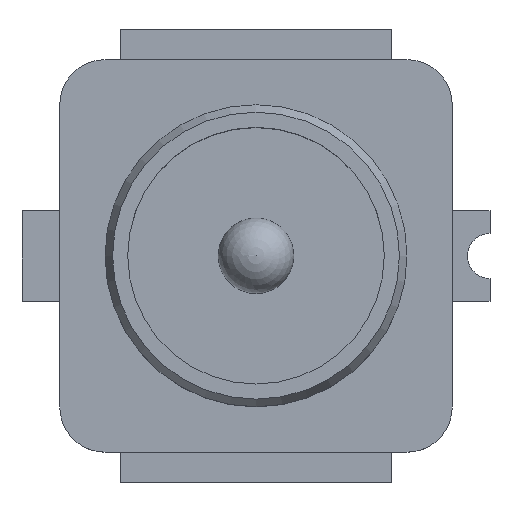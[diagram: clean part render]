
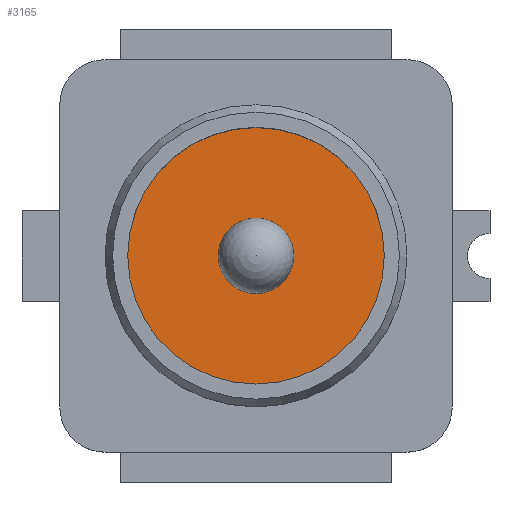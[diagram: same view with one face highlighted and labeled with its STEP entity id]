
A CAD part, top view. The second image highlights one B-rep face of the part: STEP entity #3165.
In plain terms, the highlighted planar face has unit normal (0, 0, 1).
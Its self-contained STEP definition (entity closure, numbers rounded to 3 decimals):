
#3095 = CYLINDRICAL_SURFACE('',#3096,0.85);
#3096 = AXIS2_PLACEMENT_3D('',#3097,#3098,#3099);
#3097 = CARTESIAN_POINT('',(0.,0.,1.25));
#3098 = DIRECTION('',(0.,0.,-1.));
#3099 = DIRECTION('',(-1.,0.,0.));
#3111 = VERTEX_POINT('',#3112);
#3112 = CARTESIAN_POINT('',(-0.85,0.,0.35));
#3135 = EDGE_CURVE('',#3111,#3111,#3136,.T.);
#3136 = SURFACE_CURVE('',#3137,(#3142,#3149),.PCURVE_S1.);
#3137 = CIRCLE('',#3138,0.85);
#3138 = AXIS2_PLACEMENT_3D('',#3139,#3140,#3141);
#3139 = CARTESIAN_POINT('',(0.,0.,0.35));
#3140 = DIRECTION('',(0.,0.,1.));
#3141 = DIRECTION('',(-1.,0.,0.));
#3142 = PCURVE('',#3095,#3143);
#3143 = DEFINITIONAL_REPRESENTATION('',(#3144),#3148);
#3144 = LINE('',#3145,#3146);
#3145 = CARTESIAN_POINT('',(0.,0.9));
#3146 = VECTOR('',#3147,1.);
#3147 = DIRECTION('',(-1.,0.));
#3148 = ( GEOMETRIC_REPRESENTATION_CONTEXT(2) 
PARAMETRIC_REPRESENTATION_CONTEXT() REPRESENTATION_CONTEXT('2D SPACE',''
  ) );
#3149 = PCURVE('',#3150,#3155);
#3150 = PLANE('',#3151);
#3151 = AXIS2_PLACEMENT_3D('',#3152,#3153,#3154);
#3152 = CARTESIAN_POINT('',(-1.,-1.3,0.35));
#3153 = DIRECTION('',(0.,0.,-1.));
#3154 = DIRECTION('',(-1.,0.,0.));
#3155 = DEFINITIONAL_REPRESENTATION('',(#3156),#3164);
#3156 = ( BOUNDED_CURVE() B_SPLINE_CURVE(2,(#3157,#3158,#3159,#3160,
#3161,#3162,#3163),.UNSPECIFIED.,.T.,.F.) B_SPLINE_CURVE_WITH_KNOTS((1,2
    ,2,2,2,1),(-2.094,0.,2.094,4.189,
6.283,8.378),.UNSPECIFIED.) CURVE() 
GEOMETRIC_REPRESENTATION_ITEM() RATIONAL_B_SPLINE_CURVE((1.,0.5,1.,0.5,
1.,0.5,1.)) REPRESENTATION_ITEM('') );
#3157 = CARTESIAN_POINT('',(-0.15,1.3));
#3158 = CARTESIAN_POINT('',(-0.15,-0.172));
#3159 = CARTESIAN_POINT('',(-1.425,0.564));
#3160 = CARTESIAN_POINT('',(-2.7,1.3));
#3161 = CARTESIAN_POINT('',(-1.425,2.036));
#3162 = CARTESIAN_POINT('',(-0.15,2.772));
#3163 = CARTESIAN_POINT('',(-0.15,1.3));
#3164 = ( GEOMETRIC_REPRESENTATION_CONTEXT(2) 
PARAMETRIC_REPRESENTATION_CONTEXT() REPRESENTATION_CONTEXT('2D SPACE',''
  ) );
#3165 = ADVANCED_FACE('',(#3166,#3169),#3150,.F.);
#3166 = FACE_BOUND('',#3167,.F.);
#3167 = EDGE_LOOP('',(#3168));
#3168 = ORIENTED_EDGE('',*,*,#3135,.F.);
#3169 = FACE_BOUND('',#3170,.F.);
#3170 = EDGE_LOOP('',(#3171));
#3171 = ORIENTED_EDGE('',*,*,#3172,.T.);
#3172 = EDGE_CURVE('',#3173,#3173,#3175,.T.);
#3173 = VERTEX_POINT('',#3174);
#3174 = CARTESIAN_POINT('',(-0.25,0.,0.35));
#3175 = SURFACE_CURVE('',#3176,(#3181,#3192),.PCURVE_S1.);
#3176 = CIRCLE('',#3177,0.25);
#3177 = AXIS2_PLACEMENT_3D('',#3178,#3179,#3180);
#3178 = CARTESIAN_POINT('',(0.,0.,0.35));
#3179 = DIRECTION('',(0.,0.,1.));
#3180 = DIRECTION('',(-1.,0.,0.));
#3181 = PCURVE('',#3150,#3182);
#3182 = DEFINITIONAL_REPRESENTATION('',(#3183),#3191);
#3183 = ( BOUNDED_CURVE() B_SPLINE_CURVE(2,(#3184,#3185,#3186,#3187,
#3188,#3189,#3190),.UNSPECIFIED.,.F.,.F.) B_SPLINE_CURVE_WITH_KNOTS((1,2
    ,2,2,2,1),(-2.094,0.,2.094,4.189,
6.283,8.378),.UNSPECIFIED.) CURVE() 
GEOMETRIC_REPRESENTATION_ITEM() RATIONAL_B_SPLINE_CURVE((1.,0.5,1.,0.5,
1.,0.5,1.)) REPRESENTATION_ITEM('') );
#3184 = CARTESIAN_POINT('',(-0.75,1.3));
#3185 = CARTESIAN_POINT('',(-0.75,0.867));
#3186 = CARTESIAN_POINT('',(-1.125,1.083));
#3187 = CARTESIAN_POINT('',(-1.5,1.3));
#3188 = CARTESIAN_POINT('',(-1.125,1.517));
#3189 = CARTESIAN_POINT('',(-0.75,1.733));
#3190 = CARTESIAN_POINT('',(-0.75,1.3));
#3191 = ( GEOMETRIC_REPRESENTATION_CONTEXT(2) 
PARAMETRIC_REPRESENTATION_CONTEXT() REPRESENTATION_CONTEXT('2D SPACE',''
  ) );
#3192 = PCURVE('',#3193,#3198);
#3193 = CYLINDRICAL_SURFACE('',#3194,0.25);
#3194 = AXIS2_PLACEMENT_3D('',#3195,#3196,#3197);
#3195 = CARTESIAN_POINT('',(0.,0.,1.));
#3196 = DIRECTION('',(0.,0.,-1.));
#3197 = DIRECTION('',(-1.,0.,0.));
#3198 = DEFINITIONAL_REPRESENTATION('',(#3199),#3203);
#3199 = LINE('',#3200,#3201);
#3200 = CARTESIAN_POINT('',(0.,0.65));
#3201 = VECTOR('',#3202,1.);
#3202 = DIRECTION('',(-1.,0.));
#3203 = ( GEOMETRIC_REPRESENTATION_CONTEXT(2) 
PARAMETRIC_REPRESENTATION_CONTEXT() REPRESENTATION_CONTEXT('2D SPACE',''
  ) );
